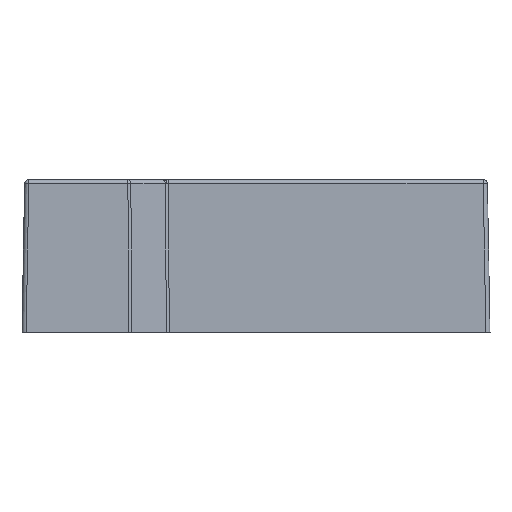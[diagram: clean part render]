
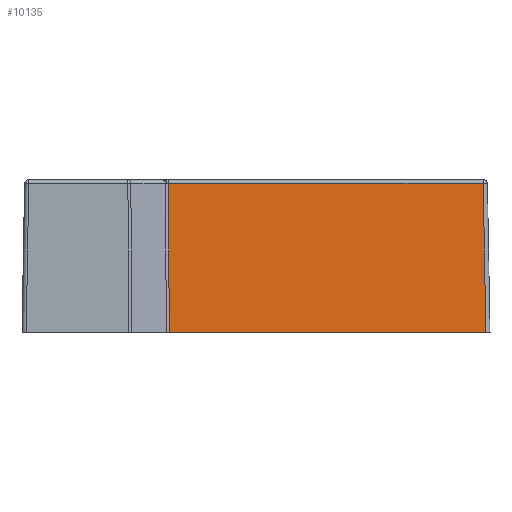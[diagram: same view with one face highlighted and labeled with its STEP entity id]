
A CAD part, front view. The second image highlights one B-rep face of the part: STEP entity #10135.
In plain terms, the highlighted planar face has unit normal (0, -1, 0.018).
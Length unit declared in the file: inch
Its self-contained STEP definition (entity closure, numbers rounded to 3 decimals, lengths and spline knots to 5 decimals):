
#1471 = LINE ( 'NONE', #30548, #44051 ) ;
#5923 = DIRECTION ( 'NONE',  ( -1., 0., 0. ) ) ;
#6242 = LINE ( 'NONE', #50259, #26421 ) ;
#6471 = VECTOR ( 'NONE', #8392, 39.37008 ) ;
#8392 = DIRECTION ( 'NONE',  ( 1., 0., 0. ) ) ;
#9621 = VERTEX_POINT ( 'NONE', #22562 ) ;
#10135 = ADVANCED_FACE ( 'NONE', ( #30841 ), #50647, .T. ) ;
#12972 = VERTEX_POINT ( 'NONE', #48535 ) ;
#19552 = ORIENTED_EDGE ( 'NONE', *, *, #28944, .T. ) ;
#22562 = CARTESIAN_POINT ( 'NONE',  ( 4.43503, 0.37997, 1.4307 ) ) ;
#22982 = EDGE_CURVE ( 'NONE', #32526, #63578, #42694, .T. ) ;
#23248 = DIRECTION ( 'NONE',  ( -0.017, 0.017, 1. ) ) ;
#25979 = DIRECTION ( 'NONE',  ( 0., -1., 0.017 ) ) ;
#26421 = VECTOR ( 'NONE', #5923, 39.37008 ) ;
#27445 = LINE ( 'NONE', #62794, #46264 ) ;
#28280 = ORIENTED_EDGE ( 'NONE', *, *, #60854, .T. ) ;
#28944 = EDGE_CURVE ( 'NONE', #12972, #32526, #1471, .T. ) ;
#30548 = CARTESIAN_POINT ( 'NONE',  ( 1.41657, 0.355, 0.00012 ) ) ;
#30841 = FACE_OUTER_BOUND ( 'NONE', #55766, .T. ) ;
#30859 = DIRECTION ( 'NONE',  ( 0.007, -0.017, -1. ) ) ;
#32526 = VERTEX_POINT ( 'NONE', #60439 ) ;
#34170 = EDGE_CURVE ( 'NONE', #63578, #9621, #27445, .T. ) ;
#42694 = LINE ( 'NONE', #47874, #6471 ) ;
#44051 = VECTOR ( 'NONE', #30859, 39.37008 ) ;
#45781 = DIRECTION ( 'NONE',  ( 0., -0.017, -1. ) ) ;
#46264 = VECTOR ( 'NONE', #23248, 39.37008 ) ;
#47874 = CARTESIAN_POINT ( 'NONE',  ( 1.4, 0.355, 0. ) ) ;
#48535 = CARTESIAN_POINT ( 'NONE',  ( 1.40622, 0.37997, 1.4307 ) ) ;
#50259 = CARTESIAN_POINT ( 'NONE',  ( 1.4, 0.37997, 1.4307 ) ) ;
#50330 = ORIENTED_EDGE ( 'NONE', *, *, #22982, .T. ) ;
#50647 = PLANE ( 'NONE',  #63004 ) ;
#51230 = ORIENTED_EDGE ( 'NONE', *, *, #34170, .T. ) ;
#51694 = CARTESIAN_POINT ( 'NONE',  ( 4.46001, 0.355, 0. ) ) ;
#55181 = CARTESIAN_POINT ( 'NONE',  ( 1.4, 0.355, 0. ) ) ;
#55766 = EDGE_LOOP ( 'NONE', ( #50330, #51230, #28280, #19552 ) ) ;
#60439 = CARTESIAN_POINT ( 'NONE',  ( 1.41657, 0.355, 0. ) ) ;
#60854 = EDGE_CURVE ( 'NONE', #9621, #12972, #6242, .T. ) ;
#62794 = CARTESIAN_POINT ( 'NONE',  ( 4.45907, 0.35593, 0.05338 ) ) ;
#63004 = AXIS2_PLACEMENT_3D ( 'NONE', #55181, #25979, #45781 ) ;
#63578 = VERTEX_POINT ( 'NONE', #51694 ) ;
